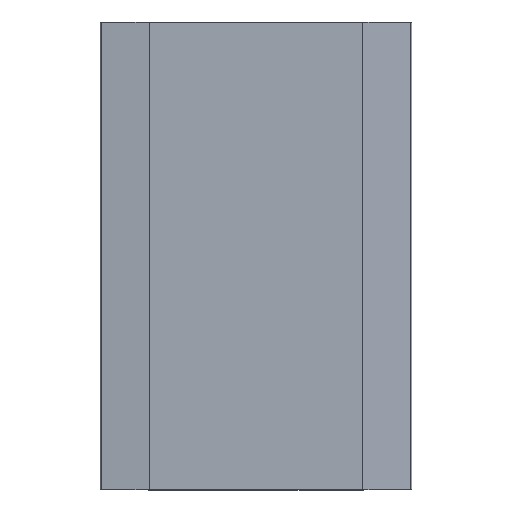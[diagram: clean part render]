
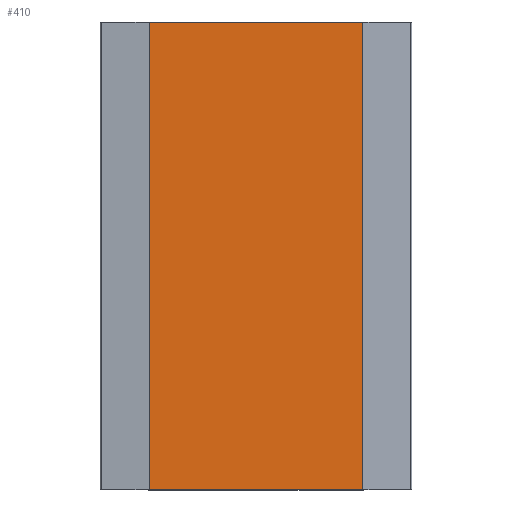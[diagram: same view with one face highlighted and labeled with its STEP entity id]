
A CAD part, top view. The second image highlights one B-rep face of the part: STEP entity #410.
In plain terms, the highlighted planar face has unit normal (0, 0, 1).
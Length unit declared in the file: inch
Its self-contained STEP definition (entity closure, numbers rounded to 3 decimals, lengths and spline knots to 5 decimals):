
#349=CARTESIAN_POINT('',(14.3719,16.01688,0.725));
#350=VERTEX_POINT('',#349);
#357=CARTESIAN_POINT('',(14.3719,10.01688,0.725));
#358=VERTEX_POINT('',#357);
#359=CARTESIAN_POINT('',(14.3719,10.01688,0.725));
#360=DIRECTION('',(0.,1.,0.));
#361=VECTOR('',#360,1.);
#362=LINE('',#359,#361);
#363=EDGE_CURVE('',#358,#350,#362,.T.);
#380=CARTESIAN_POINT('',(11.62816,16.01688,0.725));
#381=VERTEX_POINT('',#380);
#382=CARTESIAN_POINT('',(14.3719,16.01688,0.725));
#383=DIRECTION('',(-1.,0.,0.));
#384=VECTOR('',#383,1.);
#385=LINE('',#382,#384);
#386=EDGE_CURVE('',#350,#381,#385,.T.);
#387=ORIENTED_EDGE('',*,*,#386,.T.);
#388=CARTESIAN_POINT('',(11.62816,10.01688,0.725));
#389=VERTEX_POINT('',#388);
#390=CARTESIAN_POINT('',(11.62816,10.01688,0.725));
#391=DIRECTION('',(0.,1.,0.));
#392=VECTOR('',#391,1.);
#393=LINE('',#390,#392);
#394=EDGE_CURVE('',#389,#381,#393,.T.);
#395=ORIENTED_EDGE('',*,*,#394,.F.);
#396=CARTESIAN_POINT('',(14.3719,10.01688,0.725));
#397=DIRECTION('',(-1.,0.,0.));
#398=VECTOR('',#397,1.);
#399=LINE('',#396,#398);
#400=EDGE_CURVE('',#358,#389,#399,.T.);
#401=ORIENTED_EDGE('',*,*,#400,.F.);
#402=ORIENTED_EDGE('',*,*,#363,.T.);
#403=EDGE_LOOP('',(#387,#395,#401,#402));
#404=FACE_OUTER_BOUND('',#403,.T.);
#405=CARTESIAN_POINT('',(13.00003,10.01688,0.725));
#406=DIRECTION('',(0.,0.,1.));
#407=DIRECTION('',(1.,0.,0.));
#408=AXIS2_PLACEMENT_3D('',#405,#406,#407);
#409=PLANE('',#408);
#410=ADVANCED_FACE('',(#404),#409,.T.);
